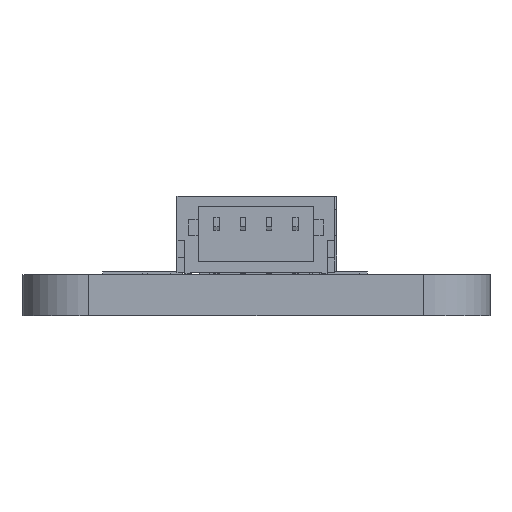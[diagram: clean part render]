
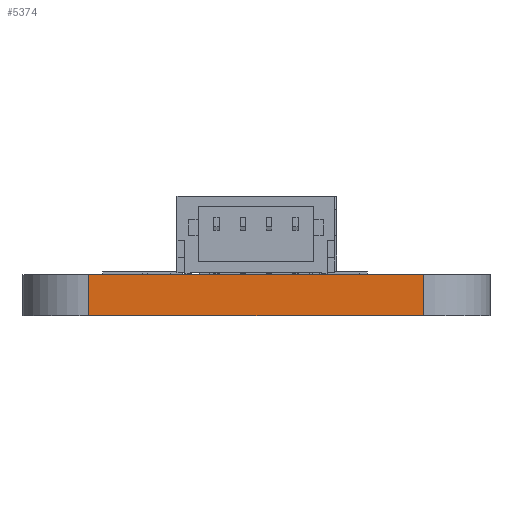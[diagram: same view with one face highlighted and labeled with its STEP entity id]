
A CAD part, left-side view. The second image highlights one B-rep face of the part: STEP entity #5374.
In plain terms, the highlighted planar face has unit normal (-1, 0, 0).
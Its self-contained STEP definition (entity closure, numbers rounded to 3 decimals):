
#628=FACE_OUTER_BOUND('',#899,.T.);
#899=EDGE_LOOP('',(#3983,#3984,#3985,#3986));
#1282=LINE('',#8038,#1923);
#1304=LINE('',#8095,#1945);
#1305=LINE('',#8097,#1946);
#1306=LINE('',#8098,#1947);
#1923=VECTOR('',#6642,10.);
#1945=VECTOR('',#6696,10.);
#1946=VECTOR('',#6699,10.);
#1947=VECTOR('',#6700,10.);
#2565=VERTEX_POINT('',#8035);
#2566=VERTEX_POINT('',#8037);
#2584=VERTEX_POINT('',#8091);
#2585=VERTEX_POINT('',#8093);
#3103=EDGE_CURVE('',#2565,#2566,#1282,.T.);
#3132=EDGE_CURVE('',#2584,#2585,#1304,.T.);
#3133=EDGE_CURVE('',#2565,#2584,#1305,.T.);
#3134=EDGE_CURVE('',#2566,#2585,#1306,.T.);
#3983=ORIENTED_EDGE('',*,*,#3133,.T.);
#3984=ORIENTED_EDGE('',*,*,#3132,.T.);
#3985=ORIENTED_EDGE('',*,*,#3134,.F.);
#3986=ORIENTED_EDGE('',*,*,#3103,.F.);
#5103=PLANE('',#5969);
#5374=ADVANCED_FACE('',(#628),#5103,.T.);
#5969=AXIS2_PLACEMENT_3D('',#8096,#6697,#6698);
#6642=DIRECTION('',(0.,0.,1.));
#6696=DIRECTION('',(0.,0.,1.));
#6697=DIRECTION('center_axis',(-1.,0.,0.));
#6698=DIRECTION('ref_axis',(0.,-1.,0.));
#6699=DIRECTION('',(0.,-1.,0.));
#6700=DIRECTION('',(0.,-1.,0.));
#8035=CARTESIAN_POINT('',(0.,15.24,0.));
#8037=CARTESIAN_POINT('',(0.,15.24,1.57));
#8038=CARTESIAN_POINT('',(0.,15.24,0.));
#8091=CARTESIAN_POINT('',(0.,2.54,0.));
#8093=CARTESIAN_POINT('',(0.,2.54,1.57));
#8095=CARTESIAN_POINT('',(0.,2.54,0.));
#8096=CARTESIAN_POINT('Origin',(0.,15.24,0.));
#8097=CARTESIAN_POINT('',(0.,15.24,0.));
#8098=CARTESIAN_POINT('',(0.,15.24,1.57));
